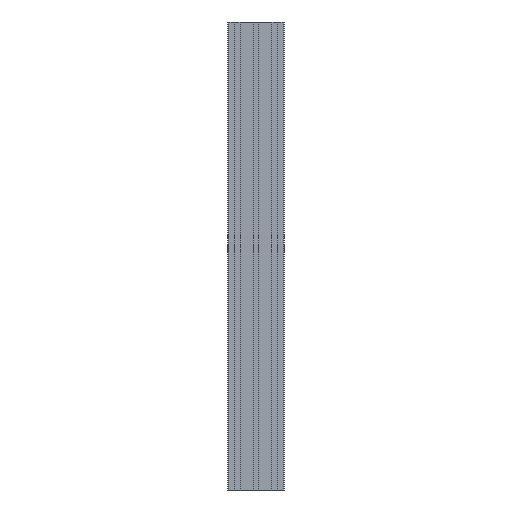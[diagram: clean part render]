
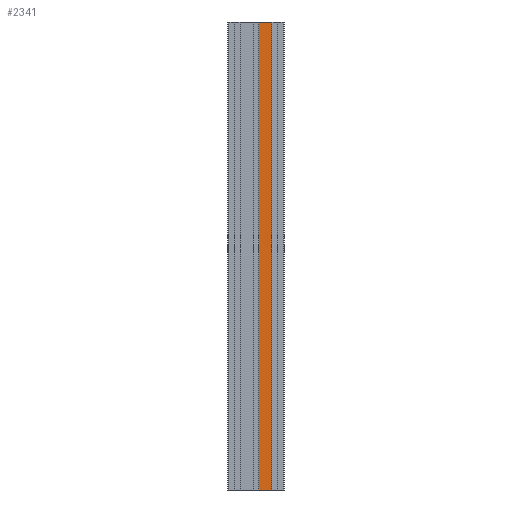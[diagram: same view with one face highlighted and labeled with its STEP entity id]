
A CAD part, left-side view. The second image highlights one B-rep face of the part: STEP entity #2341.
In plain terms, the highlighted planar face has unit normal (-1, 0, 0).
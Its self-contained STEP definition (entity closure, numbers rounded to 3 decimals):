
#52=FACE_OUTER_BOUND('',#169,.T.);
#169=EDGE_LOOP('',(#1537,#1538,#1539,#1540));
#296=LINE('',#3215,#627);
#297=LINE('',#3217,#628);
#298=LINE('',#3219,#629);
#299=LINE('',#3220,#630);
#627=VECTOR('',#2613,1000.);
#628=VECTOR('',#2614,14.);
#629=VECTOR('',#2615,1000.);
#630=VECTOR('',#2616,10.);
#958=VERTEX_POINT('',#3213);
#959=VERTEX_POINT('',#3214);
#960=VERTEX_POINT('',#3216);
#961=VERTEX_POINT('',#3218);
#1190=EDGE_CURVE('',#958,#959,#296,.T.);
#1191=EDGE_CURVE('',#958,#960,#297,.T.);
#1192=EDGE_CURVE('',#960,#961,#298,.T.);
#1193=EDGE_CURVE('',#959,#961,#299,.T.);
#1537=ORIENTED_EDGE('',*,*,#1190,.F.);
#1538=ORIENTED_EDGE('',*,*,#1191,.T.);
#1539=ORIENTED_EDGE('',*,*,#1192,.T.);
#1540=ORIENTED_EDGE('',*,*,#1193,.F.);
#2231=PLANE('',#2473);
#2341=ADVANCED_FACE('',(#52),#2231,.T.);
#2473=AXIS2_PLACEMENT_3D('',#3212,#2611,#2612);
#2611=DIRECTION('center_axis',(-1.,0.,0.));
#2612=DIRECTION('ref_axis',(0.,-1.,0.));
#2613=DIRECTION('',(0.,0.,1.));
#2614=DIRECTION('',(0.,-1.,0.));
#2615=DIRECTION('',(0.,0.,1.));
#2616=DIRECTION('',(0.,-1.,0.));
#3212=CARTESIAN_POINT('Origin',(-10.,7.,0.));
#3213=CARTESIAN_POINT('',(-10.,7.,0.));
#3214=CARTESIAN_POINT('',(-10.,7.,500.));
#3215=CARTESIAN_POINT('',(-10.,7.,0.));
#3216=CARTESIAN_POINT('',(-10.,-7.,0.));
#3217=CARTESIAN_POINT('',(-10.,7.,0.));
#3218=CARTESIAN_POINT('',(-10.,-7.,500.));
#3219=CARTESIAN_POINT('',(-10.,-7.,0.));
#3220=CARTESIAN_POINT('',(-10.,8.858,500.));
